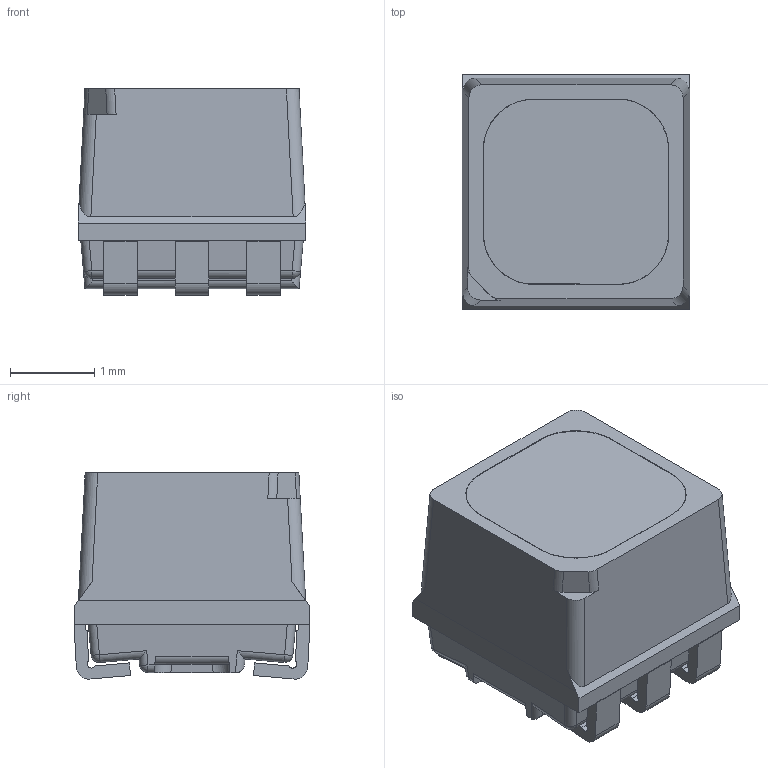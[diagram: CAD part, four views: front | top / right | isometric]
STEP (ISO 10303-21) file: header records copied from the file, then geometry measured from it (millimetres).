
FILE_DESCRIPTION (( 'STEP AP203' ), '1' );
FILE_NAME ('KRTB_LFLP71_32_20210205_geometry.STEP', '2021-02-05T15:13:33', ( '' ), ( '' ), 'SwSTEP 2.0', 'SolidWorks 2017', '' );
FILE_SCHEMA (( 'CONFIG_CONTROL_DESIGN' ));
Length unit declared in the file: millimetre
Products named in the file (1): KRTB_LFLP71_32_20210205_geometry
Bounding box: 2.7 x 2.8 x 2.45 mm (x, y, z)
Volume: 15.7 mm3; surface area: 45.8 mm2
Topology: 1 solids, 1 shells, 150 faces, 404 edges, 266 vertices
Faces by surface type: plane 76, cylinder 62, sphere 6, bspline 2, cone 2, torus 2
Entity records: 5195 total; most frequent: CARTESIAN_POINT 1446, ORIENTED_EDGE 808, DIRECTION 704, EDGE_CURVE 404, VERTEX_POINT 266, LINE 252, VECTOR 252, AXIS2_PLACEMENT_3D 226
